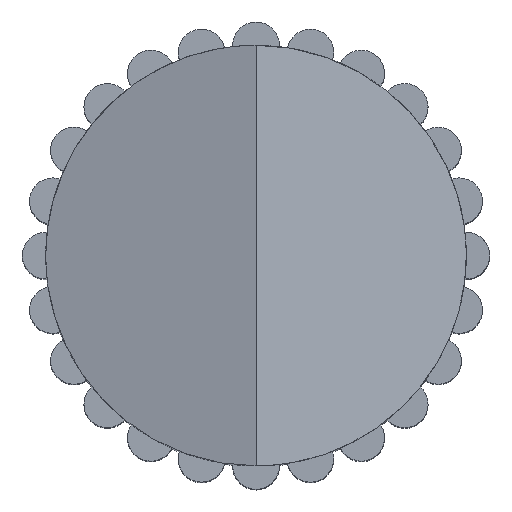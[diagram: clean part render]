
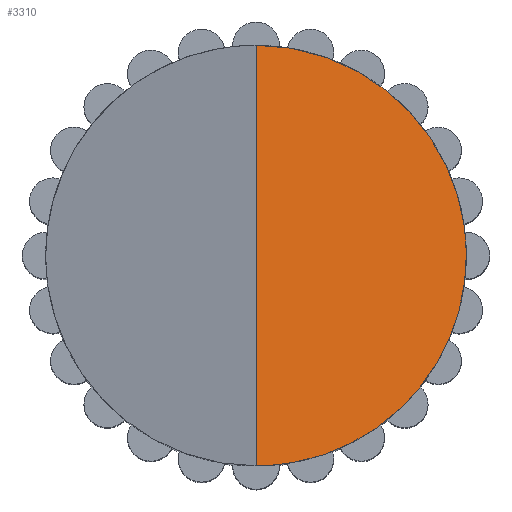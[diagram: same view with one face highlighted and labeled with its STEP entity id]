
A CAD part, top view. The second image highlights one B-rep face of the part: STEP entity #3310.
In plain terms, the highlighted planar face has unit normal (0.247, 0, 0.969).
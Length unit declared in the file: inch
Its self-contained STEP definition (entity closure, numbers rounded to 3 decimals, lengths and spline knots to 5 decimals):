
#131 = PLANE ( 'NONE',  #2716 ) ;
#211 = CARTESIAN_POINT ( 'NONE',  ( 0., 0.225, 0.51 ) ) ;
#255 = CARTESIAN_POINT ( 'NONE',  ( 0., -0.225, 0.51 ) ) ;
#583 = VERTEX_POINT ( 'NONE', #255 ) ;
#605 = CARTESIAN_POINT ( 'NONE',  ( 0.225, 0., 0.45263 ) ) ;
#650 = LINE ( 'NONE', #4517, #4641 ) ;
#1036 = ORIENTED_EDGE ( 'NONE', *, *, #4871, .F. ) ;
#1142 = CARTESIAN_POINT ( 'NONE',  ( 0., -0.225, 0.51 ) ) ;
#1231 = EDGE_CURVE ( 'NONE', #4334, #3942, #3626, .T. ) ;
#1321 = FACE_OUTER_BOUND ( 'NONE', #4150, .T. ) ;
#1437 = DIRECTION ( 'NONE',  ( 0., -1., 0. ) ) ;
#1622 =( BOUNDED_CURVE ( )  B_SPLINE_CURVE ( 3, ( #1902, #3015, #4889, #1142 ),
 .UNSPECIFIED., .F., .F. ) 
 B_SPLINE_CURVE_WITH_KNOTS ( ( 4, 4 ),
 ( 3.14159, 4.71239 ),
 .UNSPECIFIED. ) 
 CURVE ( )  GEOMETRIC_REPRESENTATION_ITEM ( )  RATIONAL_B_SPLINE_CURVE ( ( 1., 0.805, 0.805, 1. ) ) 
 REPRESENTATION_ITEM ( '' )  );
#1902 = CARTESIAN_POINT ( 'NONE',  ( 0.225, 0., 0.45263 ) ) ;
#1919 = ORIENTED_EDGE ( 'NONE', *, *, #4599, .T. ) ;
#2388 = CARTESIAN_POINT ( 'NONE',  ( 0.225, 0., 0.45263 ) ) ;
#2425 = CARTESIAN_POINT ( 'NONE',  ( 0.225, 0., 0.45263 ) ) ;
#2716 = AXIS2_PLACEMENT_3D ( 'NONE', #605, #2981, #3761 ) ;
#2981 = DIRECTION ( 'NONE',  ( -0.247, 0., -0.969 ) ) ;
#3015 = CARTESIAN_POINT ( 'NONE',  ( 0.225, -0.1318, 0.45263 ) ) ;
#3121 = CARTESIAN_POINT ( 'NONE',  ( 0.1318, 0.225, 0.47639 ) ) ;
#3310 = ADVANCED_FACE ( 'NONE', ( #1321 ), #131, .F. ) ;
#3473 = CARTESIAN_POINT ( 'NONE',  ( 0., 0.225, 0.51 ) ) ;
#3626 =( BOUNDED_CURVE ( )  B_SPLINE_CURVE ( 3, ( #3473, #3121, #4626, #2388 ),
 .UNSPECIFIED., .F., .F. ) 
 B_SPLINE_CURVE_WITH_KNOTS ( ( 4, 4 ),
 ( 1.5708, 3.14159 ),
 .UNSPECIFIED. ) 
 CURVE ( )  GEOMETRIC_REPRESENTATION_ITEM ( )  RATIONAL_B_SPLINE_CURVE ( ( 1., 0.805, 0.805, 1. ) ) 
 REPRESENTATION_ITEM ( '' )  );
#3761 = DIRECTION ( 'NONE',  ( -0.969, 0., 0.247 ) ) ;
#3942 = VERTEX_POINT ( 'NONE', #2425 ) ;
#3989 = ORIENTED_EDGE ( 'NONE', *, *, #1231, .F. ) ;
#4150 = EDGE_LOOP ( 'NONE', ( #1919, #1036, #3989 ) ) ;
#4334 = VERTEX_POINT ( 'NONE', #211 ) ;
#4517 = CARTESIAN_POINT ( 'NONE',  ( 0., 0., 0.51 ) ) ;
#4599 = EDGE_CURVE ( 'NONE', #4334, #583, #650, .T. ) ;
#4626 = CARTESIAN_POINT ( 'NONE',  ( 0.225, 0.1318, 0.45263 ) ) ;
#4641 = VECTOR ( 'NONE', #1437, 39.37008 ) ;
#4871 = EDGE_CURVE ( 'NONE', #3942, #583, #1622, .T. ) ;
#4889 = CARTESIAN_POINT ( 'NONE',  ( 0.1318, -0.225, 0.47639 ) ) ;
